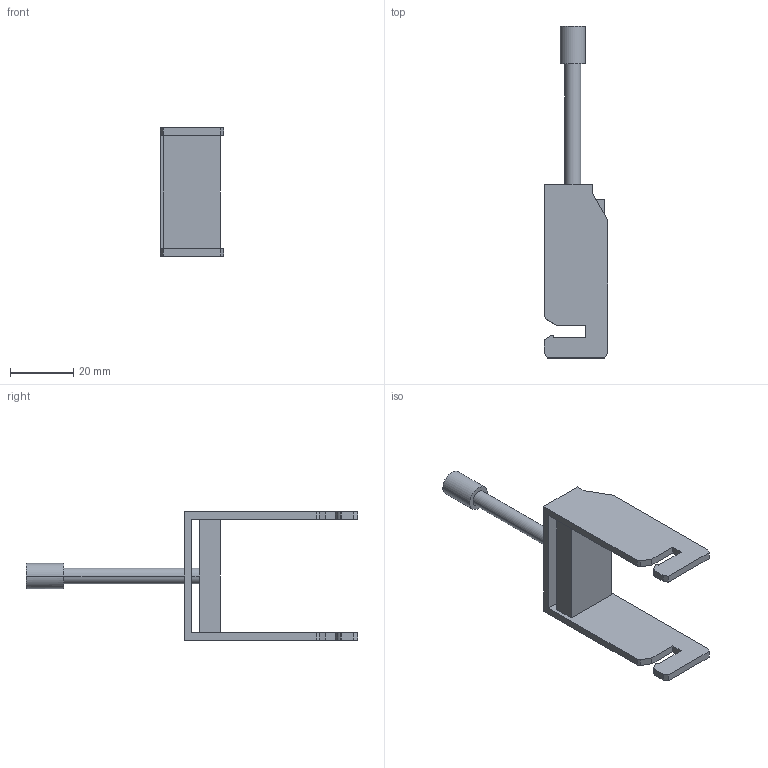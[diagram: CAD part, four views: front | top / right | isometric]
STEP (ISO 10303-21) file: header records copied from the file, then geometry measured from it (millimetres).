
FILE_DESCRIPTION(('SolidDesigner STEP Export'),'2;1');
FILE_NAME('3699_0_SSAB35_select.stp','2011-03-10T 8:15:50',(''),(''),'CoCreate Modeling STEP processor for AP214 (Solid Model)','CoCreate Modeling 16.00A 16-Aug-2008 (C) Parametric Technology GmbH','');
FILE_SCHEMA(('AUTOMOTIVE_DESIGN { 1 0 10303 214 1 1 1 1 }'));
Length unit declared in the file: millimetre
Products named in the file (2): 3699_0_SSAB35_select
Assembly tree (1 placements, depth 2):
  3699_0_SSAB35_select
    3699_0_SSAB35_select
Bounding box: 20 x 105.13 x 40.6 mm (x, y, z)
Volume: 11524.5 mm3; surface area: 8958.6 mm2
Topology: 1 solids, 1 shells, 54 faces, 145 edges, 97 vertices
Faces by surface type: plane 44, cylinder 10
Entity records: 1626 total; most frequent: ORIENTED_EDGE 290, CARTESIAN_POINT 264, DIRECTION 219, EDGE_CURVE 145, VECTOR 115, LINE 115, VERTEX_POINT 97, EDGE_LOOP 58
